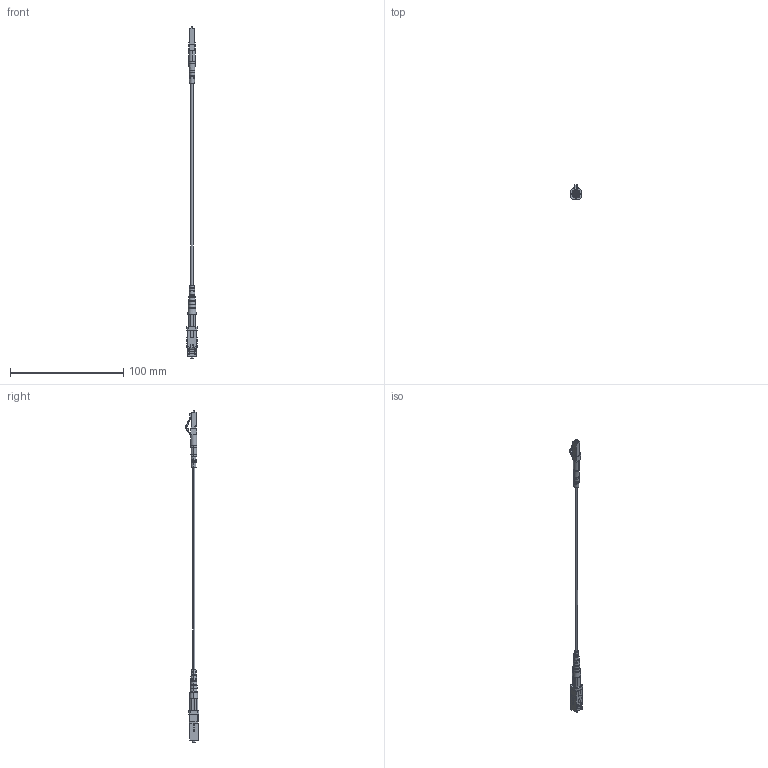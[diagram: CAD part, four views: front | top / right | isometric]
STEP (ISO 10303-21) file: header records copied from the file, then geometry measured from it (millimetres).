
FILE_DESCRIPTION (( 'STEP AP203' ), '1' );
FILE_NAME ('FCA-S2SR-LCASCU_3D.STEP', '2021-10-04T20:12:53', ( '' ), ( '' ), 'SwSTEP 2.0', 'SolidWorks 2021', '' );
FILE_SCHEMA (( 'CONFIG_CONTROL_DESIGN' ));
Length unit declared in the file: inch
Products named in the file (11): Fiber Coax^FCA-S2SR-LCASCU; 1AF04-005-MA2^1AF04-005(2)_1AF04-005_FCA-S2SR-LCASCU; 1AF04-005-MA4^1AF04-005(2)_1AF04-005_FCA-S2SR-LCASCU; 1AF02-003-MA2^1AF02-003_FCA-S2SR-LCASCU; 1AF02-003^FCA-S2SR-LCASCU; 1AF04-005^FCA-S2SR-LCASCU; 1AF02-003-MA1^1AF02-003_FCA-S2SR-LCASCU; 1AF04-005(2)^1AF04-005_FCA-S2SR-LCASCU; FCA-S2SR-LCASCU_3D; 1AF04-005-MA1^1AF04-005(2)_1AF04-005_FCA-S2SR-LCASCU; 1AF04-005-MA3^1AF04-005(2)_1AF04-005_FCA-S2SR-LCASCU
Assembly tree (10 placements, depth 4):
  FCA-S2SR-LCASCU_3D
    Fiber Coax^FCA-S2SR-LCASCU
    1AF02-003^FCA-S2SR-LCASCU
      1AF02-003-MA1^1AF02-003_FCA-S2SR-LCASCU
      1AF02-003-MA2^1AF02-003_FCA-S2SR-LCASCU
    1AF04-005^FCA-S2SR-LCASCU
      1AF04-005(2)^1AF04-005_FCA-S2SR-LCASCU
        1AF04-005-MA2^1AF04-005(2)_1AF04-005_FCA-S2SR-LCASCU
        1AF04-005-MA1^1AF04-005(2)_1AF04-005_FCA-S2SR-LCASCU
        1AF04-005-MA4^1AF04-005(2)_1AF04-005_FCA-S2SR-LCASCU
        1AF04-005-MA3^1AF04-005(2)_1AF04-005_FCA-S2SR-LCASCU
Bounding box: 8.89 x 11.93 x 292.53 mm (x, y, z)
Volume: 3088.7 mm3; surface area: 6647.6 mm2
Topology: 8 solids, 8 shells, 503 faces, 1389 edges, 872 vertices
Faces by surface type: plane 316, cylinder 132, sphere 22, torus 20, cone 12, bspline 1
Entity records: 17614 total; most frequent: CARTESIAN_POINT 3553, ORIENTED_EDGE 2734, DIRECTION 2669, EDGE_CURVE 1367, AXIS2_PLACEMENT_3D 912, VERTEX_POINT 872, LINE 845, VECTOR 845
